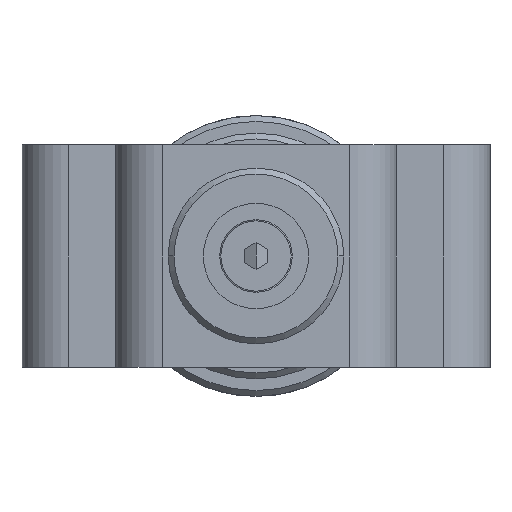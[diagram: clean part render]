
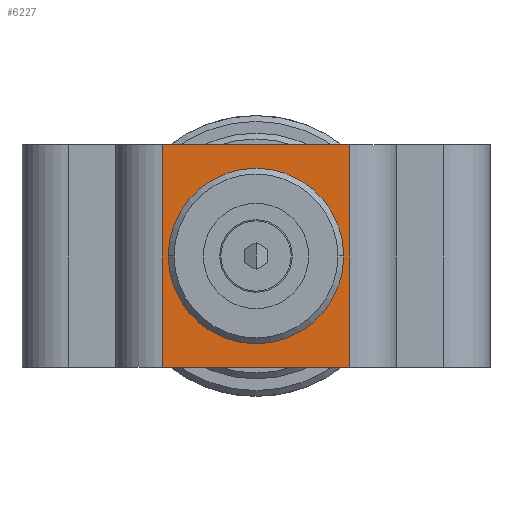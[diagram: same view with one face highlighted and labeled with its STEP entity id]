
A CAD part, front view. The second image highlights one B-rep face of the part: STEP entity #6227.
In plain terms, the highlighted planar face has unit normal (0, -1, 0).
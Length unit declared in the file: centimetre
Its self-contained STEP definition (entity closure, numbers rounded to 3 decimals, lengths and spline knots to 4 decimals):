
#2132 = DIRECTION ( 'NONE',  ( -1., 0., 0. ) ) ;
#2133 = VECTOR ( 'NONE', #2132, 100. ) ;
#2135 = CARTESIAN_POINT ( 'NONE',  ( -2.0618, -0.659, -0.95 ) ) ;
#2136 = LINE ( 'NONE', #2135, #2133 ) ;
#2150 = DIRECTION ( 'NONE',  ( 0., 0., 1. ) ) ;
#2161 = LINE ( 'NONE', #2298, #2163 ) ;
#2163 = VECTOR ( 'NONE', #2150, 100. ) ;
#2200 = DIRECTION ( 'NONE',  ( 0., 0., -1. ) ) ;
#2201 = DIRECTION ( 'NONE',  ( 0., -1., 0. ) ) ;
#2202 = CARTESIAN_POINT ( 'NONE',  ( -0.0618, -0.659, 0. ) ) ;
#2203 = AXIS2_PLACEMENT_3D ( 'NONE', #2202, #2201, #2200 ) ;
#2204 = CIRCLE ( 'NONE', #2203, 0.65 ) ;
#2205 = CARTESIAN_POINT ( 'NONE',  ( -0.0618, -0.659, -0.65 ) ) ;
#2233 = CARTESIAN_POINT ( 'NONE',  ( 0.7382, -0.659, 0.95 ) ) ;
#2235 = DIRECTION ( 'NONE',  ( 0., 0., -1. ) ) ;
#2236 = VECTOR ( 'NONE', #2235, 100. ) ;
#2237 = CARTESIAN_POINT ( 'NONE',  ( -0.8618, -0.659, -0.95 ) ) ;
#2238 = LINE ( 'NONE', #2237, #2236 ) ;
#2245 = DIRECTION ( 'NONE',  ( 1., 0., 0. ) ) ;
#2246 = VECTOR ( 'NONE', #2245, 100. ) ;
#2247 = CARTESIAN_POINT ( 'NONE',  ( -2.0618, -0.659, 0.95 ) ) ;
#2248 = LINE ( 'NONE', #2247, #2246 ) ;
#2269 = DIRECTION ( 'NONE',  ( 0., 0., -1. ) ) ;
#2270 = DIRECTION ( 'NONE',  ( 0., -1., 0. ) ) ;
#2271 = CARTESIAN_POINT ( 'NONE',  ( -0.0618, -0.659, 0. ) ) ;
#2272 = AXIS2_PLACEMENT_3D ( 'NONE', #2271, #2270, #2269 ) ;
#2291 = CIRCLE ( 'NONE', #2272, 0.65 ) ;
#2298 = CARTESIAN_POINT ( 'NONE',  ( 0.7382, -0.659, 0.95 ) ) ;
#2307 = CARTESIAN_POINT ( 'NONE',  ( -0.0618, -0.659, 0.65 ) ) ;
#2313 = CARTESIAN_POINT ( 'NONE',  ( -0.8618, -0.659, -0.95 ) ) ;
#2364 = AXIS2_PLACEMENT_3D ( 'NONE', #2429, #2380, #2476 ) ;
#2370 = PLANE ( 'NONE',  #2364 ) ;
#2380 = DIRECTION ( 'NONE',  ( 0., -1., 0. ) ) ;
#2425 = CARTESIAN_POINT ( 'NONE',  ( 0.7382, -0.659, -0.95 ) ) ;
#2426 = CARTESIAN_POINT ( 'NONE',  ( -0.8618, -0.659, 0.95 ) ) ;
#2428 = FACE_BOUND ( 'NONE', #6069, .T. ) ;
#2429 = CARTESIAN_POINT ( 'NONE',  ( 0.8882, -0.659, 0. ) ) ;
#2476 = DIRECTION ( 'NONE',  ( 0., 0., -1. ) ) ;
#2481 = FACE_OUTER_BOUND ( 'NONE', #6078, .T. ) ;
#6069 = EDGE_LOOP ( 'NONE', ( #6122, #6143 ) ) ;
#6070 = VERTEX_POINT ( 'NONE', #2307 ) ;
#6071 = VERTEX_POINT ( 'NONE', #2313 ) ;
#6074 = EDGE_CURVE ( 'NONE', #6229, #6107, #2161, .T. ) ;
#6078 = EDGE_LOOP ( 'NONE', ( #6123, #6353, #6142, #6136 ) ) ;
#6086 = EDGE_CURVE ( 'NONE', #6228, #6107, #2248, .T. ) ;
#6090 = EDGE_CURVE ( 'NONE', #6228, #6071, #2238, .T. ) ;
#6107 = VERTEX_POINT ( 'NONE', #2233 ) ;
#6111 = EDGE_CURVE ( 'NONE', #6128, #6070, #2204, .T. ) ;
#6122 = ORIENTED_EDGE ( 'NONE', *, *, #6111, .F. ) ;
#6123 = ORIENTED_EDGE ( 'NONE', *, *, #6148, .F. ) ;
#6128 = VERTEX_POINT ( 'NONE', #2205 ) ;
#6136 = ORIENTED_EDGE ( 'NONE', *, *, #6090, .T. ) ;
#6140 = EDGE_CURVE ( 'NONE', #6070, #6128, #2291, .T. ) ;
#6142 = ORIENTED_EDGE ( 'NONE', *, *, #6086, .F. ) ;
#6143 = ORIENTED_EDGE ( 'NONE', *, *, #6140, .F. ) ;
#6148 = EDGE_CURVE ( 'NONE', #6229, #6071, #2136, .T. ) ;
#6227 = ADVANCED_FACE ( 'NONE', ( #2481, #2428 ), #2370, .T. ) ;
#6228 = VERTEX_POINT ( 'NONE', #2426 ) ;
#6229 = VERTEX_POINT ( 'NONE', #2425 ) ;
#6353 = ORIENTED_EDGE ( 'NONE', *, *, #6074, .T. ) ;
